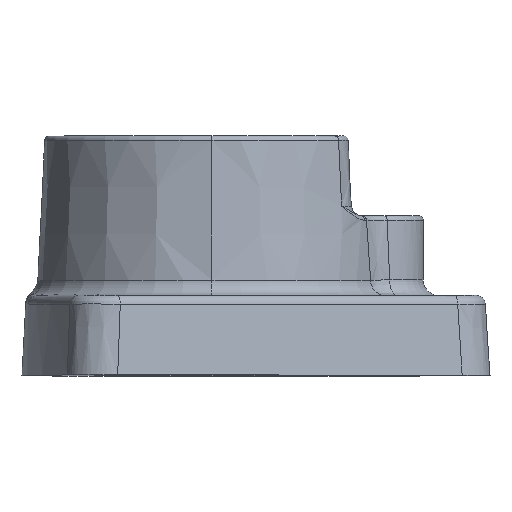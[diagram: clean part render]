
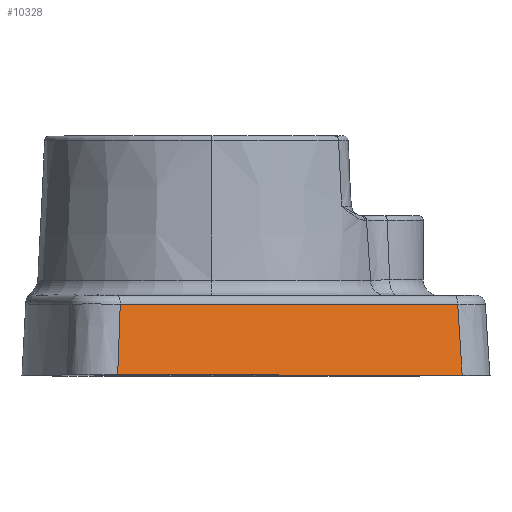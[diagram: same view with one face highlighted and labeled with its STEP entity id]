
A CAD part, top view. The second image highlights one B-rep face of the part: STEP entity #10328.
In plain terms, the highlighted planar face has unit normal (0.3, 0.052, 0.953).
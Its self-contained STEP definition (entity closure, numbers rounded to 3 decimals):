
#6683 = VERTEX_POINT('',#6684);
#6684 = CARTESIAN_POINT('',(19.551,5.628,
    19.781));
#7397 = VERTEX_POINT('',#7398);
#7398 = CARTESIAN_POINT('',(-7.3,5.628,
    28.226));
#9500 = EDGE_CURVE('',#6683,#7397,#9501,.T.);
#9501 = LINE('',#9502,#9503);
#9502 = CARTESIAN_POINT('',(-7.262,5.628,
    28.214));
#9503 = VECTOR('',#9504,1.);
#9504 = DIRECTION('',(-0.954,0.,0.3));
#9694 = EDGE_CURVE('',#9695,#6683,#9697,.T.);
#9695 = VERTEX_POINT('',#9696);
#9696 = CARTESIAN_POINT('',(19.907,0.,19.979));
#9697 = B_SPLINE_CURVE_WITH_KNOTS('',3,(#9698,#9699,#9700,#9701),
  .UNSPECIFIED.,.F.,.F.,(4,4),(0.,0.006),
  .PIECEWISE_BEZIER_KNOTS.);
#9698 = CARTESIAN_POINT('',(19.907,0.,19.979));
#9699 = CARTESIAN_POINT('',(19.788,1.876,19.913)
  );
#9700 = CARTESIAN_POINT('',(19.67,3.752,
    19.847));
#9701 = CARTESIAN_POINT('',(19.551,5.628,
    19.781));
#9947 = EDGE_CURVE('',#9948,#9695,#9950,.T.);
#9948 = VERTEX_POINT('',#9949);
#9949 = CARTESIAN_POINT('',(-7.503,0.,28.599));
#9950 = LINE('',#9951,#9952);
#9951 = CARTESIAN_POINT('',(22.86,0.,19.05));
#9952 = VECTOR('',#9953,1.);
#9953 = DIRECTION('',(0.954,0.,-0.3));
#9984 = EDGE_CURVE('',#7397,#9948,#9985,.T.);
#9985 = B_SPLINE_CURVE_WITH_KNOTS('',3,(#9986,#9987,#9988,#9989),
  .UNSPECIFIED.,.F.,.F.,(4,4),(0.001,0.006),
  .PIECEWISE_BEZIER_KNOTS.);
#9986 = CARTESIAN_POINT('',(-7.3,5.628,
    28.226));
#9987 = CARTESIAN_POINT('',(-7.368,3.752,
    28.35));
#9988 = CARTESIAN_POINT('',(-7.435,1.876,
    28.474));
#9989 = CARTESIAN_POINT('',(-7.503,0.,28.599));
#10328 = ADVANCED_FACE('',(#10329),#10335,.T.);
#10329 = FACE_BOUND('',#10330,.T.);
#10330 = EDGE_LOOP('',(#10331,#10332,#10333,#10334));
#10331 = ORIENTED_EDGE('',*,*,#9694,.T.);
#10332 = ORIENTED_EDGE('',*,*,#9500,.T.);
#10333 = ORIENTED_EDGE('',*,*,#9984,.T.);
#10334 = ORIENTED_EDGE('',*,*,#9947,.T.);
#10335 = PLANE('',#10336);
#10336 = AXIS2_PLACEMENT_3D('',#10337,#10338,#10339);
#10337 = CARTESIAN_POINT('',(22.86,0.,19.05));
#10338 = DIRECTION('',(0.3,0.052,0.953)
  );
#10339 = DIRECTION('',(0.954,0.,-0.3));
